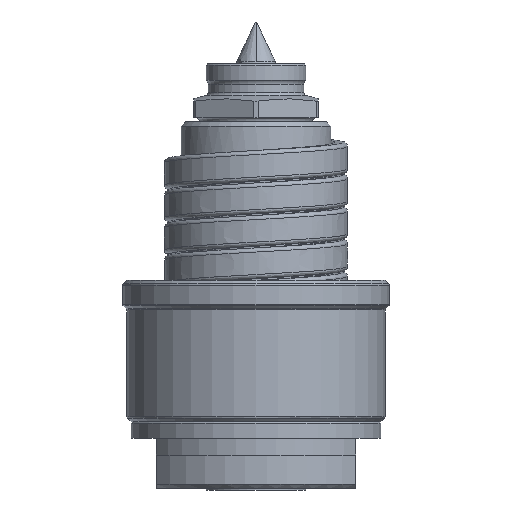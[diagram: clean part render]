
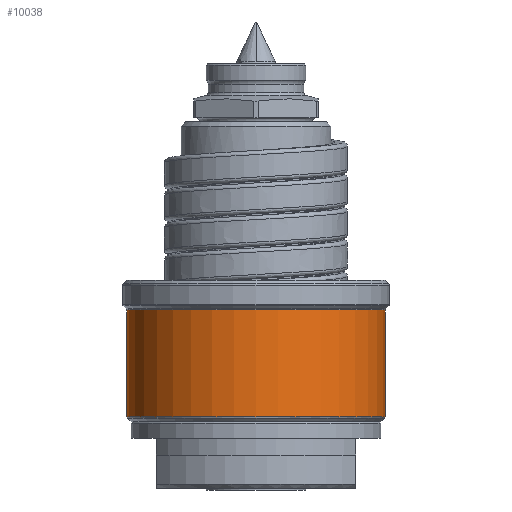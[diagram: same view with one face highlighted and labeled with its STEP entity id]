
A CAD part, front view. The second image highlights one B-rep face of the part: STEP entity #10038.
In plain terms, the highlighted cylindrical face has radius 15.5 mm (diameter 31 mm), a partial arc.
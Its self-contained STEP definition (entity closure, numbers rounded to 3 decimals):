
#2704=CARTESIAN_POINT('',(0.,0.,8.583));
#2705=DIRECTION('',(0.,0.,1.));
#2706=DIRECTION('',(-1.,0.,0.));
#2707=AXIS2_PLACEMENT_3D('',#2704,#2705,#2706);
#2709=DIRECTION('',(0.,0.,-1.));
#2710=VECTOR('',#2709,12.835);
#2711=CARTESIAN_POINT('',(-15.5,0.,21.417));
#2712=LINE('',#2711,#2710);
#2713=CARTESIAN_POINT('',(0.,0.,21.417));
#2714=DIRECTION('',(0.,0.,1.));
#2715=DIRECTION('',(-1.,0.,0.));
#2716=AXIS2_PLACEMENT_3D('',#2713,#2714,#2715);
#2718=DIRECTION('',(0.,0.,-1.));
#2719=VECTOR('',#2718,12.835);
#2720=CARTESIAN_POINT('',(15.5,0.,21.417));
#2721=LINE('',#2720,#2719);
#5862=CARTESIAN_POINT('',(15.5,0.,21.417));
#5863=CARTESIAN_POINT('',(-15.5,0.,21.417));
#5864=VERTEX_POINT('',#5862);
#5865=VERTEX_POINT('',#5863);
#5888=CARTESIAN_POINT('',(15.5,0.,8.583));
#5889=VERTEX_POINT('',#5888);
#5890=CARTESIAN_POINT('',(-15.5,0.,8.583));
#5891=VERTEX_POINT('',#5890);
#10026=CARTESIAN_POINT('',(0.,0.,7.15));
#10027=DIRECTION('',(0.,0.,1.));
#10028=DIRECTION('',(-1.,0.,0.));
#10029=AXIS2_PLACEMENT_3D('',#10026,#10027,#10028);
#10030=CYLINDRICAL_SURFACE('',#10029,15.5);
#10031=ORIENTED_EDGE('',*,*,#9998,.F.);
#10032=ORIENTED_EDGE('',*,*,#10016,.F.);
#10034=ORIENTED_EDGE('',*,*,#10033,.T.);
#10035=ORIENTED_EDGE('',*,*,#10012,.T.);
#10036=EDGE_LOOP('',(#10031,#10032,#10034,#10035));
#10037=FACE_OUTER_BOUND('',#10036,.F.);
#2708=CIRCLE('',#2707,15.5);
#2717=CIRCLE('',#2716,15.5);
#9998=EDGE_CURVE('',#5891,#5889,#2708,.T.);
#10012=EDGE_CURVE('',#5864,#5889,#2721,.T.);
#10016=EDGE_CURVE('',#5865,#5891,#2712,.T.);
#10033=EDGE_CURVE('',#5865,#5864,#2717,.T.);
#10038=ADVANCED_FACE('',(#10037),#10030,.T.);
